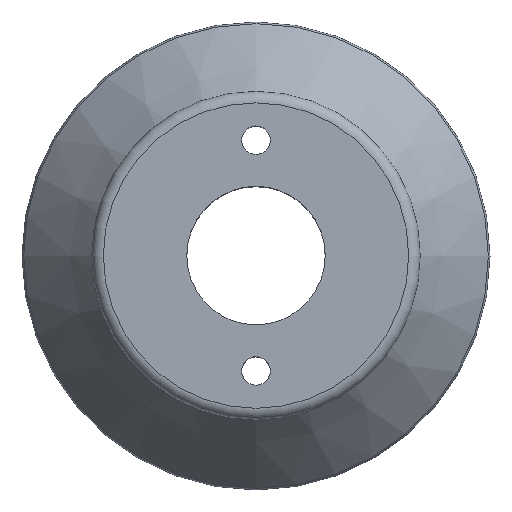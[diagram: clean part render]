
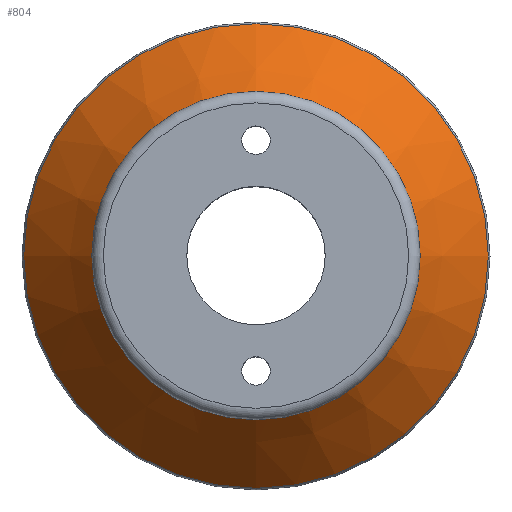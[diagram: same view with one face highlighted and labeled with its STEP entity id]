
A CAD part, top view. The second image highlights one B-rep face of the part: STEP entity #804.
In plain terms, the highlighted conical face has half-angle 38.454 degrees and reference radius 31.5 mm.
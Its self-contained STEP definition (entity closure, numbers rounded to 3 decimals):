
#29=CONICAL_SURFACE('',#940,31.5,0.671);
#136=FACE_OUTER_BOUND('',#217,.T.);
#217=EDGE_LOOP('',(#672,#673,#674,#675,#676));
#262=LINE('',#1442,#290);
#290=VECTOR('',#1196,31.5);
#342=CIRCLE('',#936,18.3);
#343=CIRCLE('',#937,18.3);
#346=CIRCLE('',#941,30.212);
#412=VERTEX_POINT('',#1433);
#413=VERTEX_POINT('',#1434);
#415=VERTEX_POINT('',#1441);
#501=EDGE_CURVE('',#412,#413,#342,.T.);
#502=EDGE_CURVE('',#413,#412,#343,.T.);
#505=EDGE_CURVE('',#413,#415,#262,.T.);
#506=EDGE_CURVE('',#415,#415,#346,.T.);
#672=ORIENTED_EDGE('',*,*,#501,.F.);
#673=ORIENTED_EDGE('',*,*,#502,.F.);
#674=ORIENTED_EDGE('',*,*,#505,.T.);
#675=ORIENTED_EDGE('',*,*,#506,.F.);
#676=ORIENTED_EDGE('',*,*,#505,.F.);
#804=ADVANCED_FACE('',(#136),#29,.T.);
#936=AXIS2_PLACEMENT_3D('',#1435,#1186,#1187);
#937=AXIS2_PLACEMENT_3D('',#1436,#1188,#1189);
#940=AXIS2_PLACEMENT_3D('',#1440,#1194,#1195);
#941=AXIS2_PLACEMENT_3D('',#1443,#1197,#1198);
#1186=DIRECTION('center_axis',(0.,0.,1.));
#1187=DIRECTION('ref_axis',(-1.,0.,0.));
#1188=DIRECTION('center_axis',(0.,0.,1.));
#1189=DIRECTION('ref_axis',(-1.,0.,0.));
#1194=DIRECTION('center_axis',(0.,0.,-1.));
#1195=DIRECTION('ref_axis',(1.,0.,0.));
#1196=DIRECTION('',(-0.622,0.,-0.783));
#1197=DIRECTION('center_axis',(0.,0.,-1.));
#1198=DIRECTION('ref_axis',(-1.,0.,0.));
#1433=CARTESIAN_POINT('',(18.3,0.,16.622));
#1434=CARTESIAN_POINT('',(-18.3,0.,16.622));
#1435=CARTESIAN_POINT('Origin',(0.,0.,16.622));
#1436=CARTESIAN_POINT('Origin',(0.,0.,16.622));
#1440=CARTESIAN_POINT('Origin',(0.,0.,0.));
#1441=CARTESIAN_POINT('',(-30.212,0.,1.622));
#1442=CARTESIAN_POINT('',(-31.5,0.,0.));
#1443=CARTESIAN_POINT('Origin',(0.,0.,1.622));
